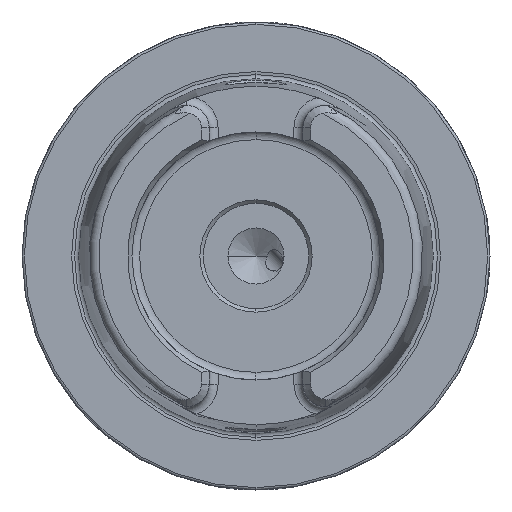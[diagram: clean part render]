
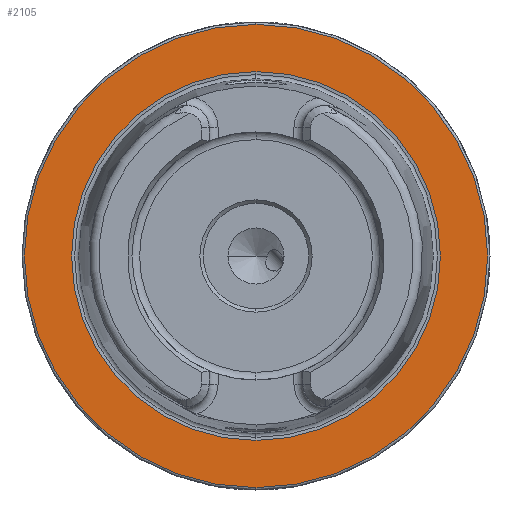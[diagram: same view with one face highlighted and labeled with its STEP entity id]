
A CAD part, left-side view. The second image highlights one B-rep face of the part: STEP entity #2105.
In plain terms, the highlighted planar face has unit normal (-1, 0, 0).
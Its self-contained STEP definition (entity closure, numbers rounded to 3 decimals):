
#1114 = VERTEX_POINT ( 'NONE', #13005 ) ;
#1373 = DIRECTION ( 'NONE',  ( 1., 0., 0. ) ) ;
#2105 = ADVANCED_FACE ( 'NONE', ( #15040, #13283 ), #7050, .F. ) ;
#2269 = CARTESIAN_POINT ( 'NONE',  ( 0., 0., -49.5 ) ) ;
#2353 = AXIS2_PLACEMENT_3D ( 'NONE', #6787, #16456, #13876 ) ;
#2368 = CIRCLE ( 'NONE', #2353, 49.5 ) ;
#2662 = EDGE_LOOP ( 'NONE', ( #9648, #16037 ) ) ;
#3784 = CIRCLE ( 'NONE', #8244, 49.5 ) ;
#4071 = DIRECTION ( 'NONE',  ( 0., 0., -1. ) ) ;
#4664 = CARTESIAN_POINT ( 'NONE',  ( 0., 0., 49.5 ) ) ;
#4838 = EDGE_CURVE ( 'NONE', #6965, #8683, #3784, .T. ) ;
#5052 = DIRECTION ( 'NONE',  ( -1., 0., 0. ) ) ;
#5236 = DIRECTION ( 'NONE',  ( 0., 0., 1. ) ) ;
#5292 = CARTESIAN_POINT ( 'NONE',  ( 0., 0., 0. ) ) ;
#5478 = CIRCLE ( 'NONE', #14554, 39.405 ) ;
#5573 = DIRECTION ( 'NONE',  ( -1., 0., 0. ) ) ;
#5981 = DIRECTION ( 'NONE',  ( -1., 0., 0. ) ) ;
#6029 = AXIS2_PLACEMENT_3D ( 'NONE', #11439, #5981, #16798 ) ;
#6787 = CARTESIAN_POINT ( 'NONE',  ( 0., 0., 0. ) ) ;
#6965 = VERTEX_POINT ( 'NONE', #2269 ) ;
#7050 = PLANE ( 'NONE',  #17442 ) ;
#8244 = AXIS2_PLACEMENT_3D ( 'NONE', #5292, #5052, #5236 ) ;
#8654 = ORIENTED_EDGE ( 'NONE', *, *, #14041, .F. ) ;
#8683 = VERTEX_POINT ( 'NONE', #4664 ) ;
#8825 = ORIENTED_EDGE ( 'NONE', *, *, #11427, .F. ) ;
#9648 = ORIENTED_EDGE ( 'NONE', *, *, #14992, .T. ) ;
#11427 = EDGE_CURVE ( 'NONE', #12763, #1114, #5478, .T. ) ;
#11439 = CARTESIAN_POINT ( 'NONE',  ( 0., 0., 0. ) ) ;
#12763 = VERTEX_POINT ( 'NONE', #16465 ) ;
#13005 = CARTESIAN_POINT ( 'NONE',  ( 0., 0., -39.405 ) ) ;
#13283 = FACE_OUTER_BOUND ( 'NONE', #2662, .T. ) ;
#13648 = CARTESIAN_POINT ( 'NONE',  ( 0., 0., 0. ) ) ;
#13865 = CIRCLE ( 'NONE', #6029, 39.405 ) ;
#13876 = DIRECTION ( 'NONE',  ( 0., 0., 1. ) ) ;
#13948 = CARTESIAN_POINT ( 'NONE',  ( 0., 49.5, 0. ) ) ;
#14041 = EDGE_CURVE ( 'NONE', #1114, #12763, #13865, .T. ) ;
#14554 = AXIS2_PLACEMENT_3D ( 'NONE', #13648, #5573, #15209 ) ;
#14992 = EDGE_CURVE ( 'NONE', #8683, #6965, #2368, .T. ) ;
#15040 = FACE_BOUND ( 'NONE', #17197, .T. ) ;
#15209 = DIRECTION ( 'NONE',  ( 0., 0., 1. ) ) ;
#16037 = ORIENTED_EDGE ( 'NONE', *, *, #4838, .T. ) ;
#16456 = DIRECTION ( 'NONE',  ( -1., 0., 0. ) ) ;
#16465 = CARTESIAN_POINT ( 'NONE',  ( 0., 0., 39.405 ) ) ;
#16798 = DIRECTION ( 'NONE',  ( 0., 0., 1. ) ) ;
#17197 = EDGE_LOOP ( 'NONE', ( #8825, #8654 ) ) ;
#17442 = AXIS2_PLACEMENT_3D ( 'NONE', #13948, #1373, #4071 ) ;
